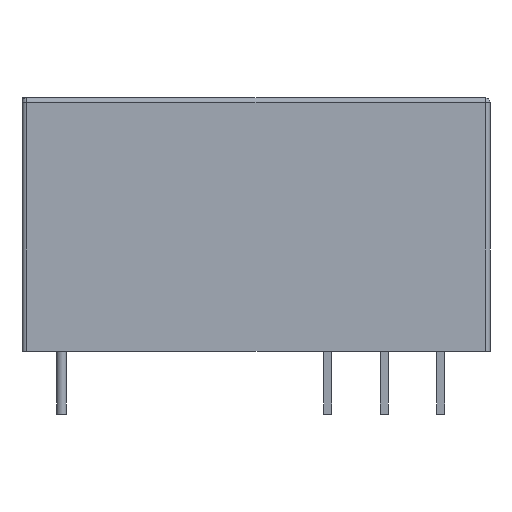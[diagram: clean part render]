
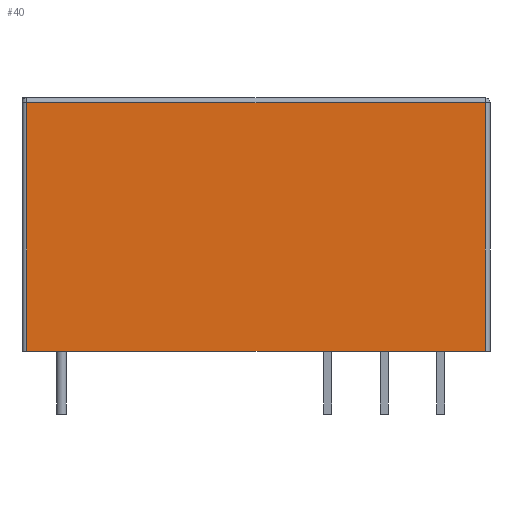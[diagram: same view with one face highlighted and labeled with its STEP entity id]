
A CAD part, front view. The second image highlights one B-rep face of the part: STEP entity #40.
In plain terms, the highlighted planar face has unit normal (0, -1, 0).
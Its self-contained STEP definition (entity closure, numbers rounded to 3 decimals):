
#40 = ADVANCED_FACE ( 'NONE', ( #930 ), #550, .F. ) ;
#64 = EDGE_LOOP ( 'NONE', ( #802, #675, #770, #730 ) ) ;
#117 = DIRECTION ( 'NONE',  ( 0., 0., -1. ) ) ;
#138 = CARTESIAN_POINT ( 'NONE',  ( -14.5, -6.35, 0. ) ) ;
#154 = CARTESIAN_POINT ( 'NONE',  ( 14.2, -6.35, 15.7 ) ) ;
#170 = DIRECTION ( 'NONE',  ( 1., 0., 0. ) ) ;
#194 = DIRECTION ( 'NONE',  ( 0., 0., 1. ) ) ;
#197 = CARTESIAN_POINT ( 'NONE',  ( -14.2, -6.35, 15.7 ) ) ;
#224 = DIRECTION ( 'NONE',  ( -1., 0., 0. ) ) ;
#285 = CARTESIAN_POINT ( 'NONE',  ( -14.5, -6.35, 15.4 ) ) ;
#358 = VERTEX_POINT ( 'NONE', #627 ) ;
#374 = VERTEX_POINT ( 'NONE', #415 ) ;
#415 = CARTESIAN_POINT ( 'NONE',  ( -14.2, -6.35, 15.4 ) ) ;
#447 = CARTESIAN_POINT ( 'NONE',  ( 14.2, -6.35, 0. ) ) ;
#467 = CARTESIAN_POINT ( 'NONE',  ( -14.2, -6.35, 0. ) ) ;
#550 = PLANE ( 'NONE',  #1158 ) ;
#578 = CARTESIAN_POINT ( 'NONE',  ( -14.5, -6.35, 15.7 ) ) ;
#627 = CARTESIAN_POINT ( 'NONE',  ( 14.2, -6.35, 15.4 ) ) ;
#636 = DIRECTION ( 'NONE',  ( 0., 0., 1. ) ) ;
#646 = DIRECTION ( 'NONE',  ( 0., 1., 0. ) ) ;
#675 = ORIENTED_EDGE ( 'NONE', *, *, #1242, .T. ) ;
#680 = VERTEX_POINT ( 'NONE', #467 ) ;
#686 = VERTEX_POINT ( 'NONE', #447 ) ;
#730 = ORIENTED_EDGE ( 'NONE', *, *, #1212, .T. ) ;
#770 = ORIENTED_EDGE ( 'NONE', *, *, #1238, .T. ) ;
#802 = ORIENTED_EDGE ( 'NONE', *, *, #1257, .T. ) ;
#930 = FACE_OUTER_BOUND ( 'NONE', #64, .T. ) ;
#983 = LINE ( 'NONE', #197, #990 ) ;
#990 = VECTOR ( 'NONE', #117, 1000. ) ;
#1030 = LINE ( 'NONE', #285, #1034 ) ;
#1034 = VECTOR ( 'NONE', #224, 1000. ) ;
#1039 = LINE ( 'NONE', #154, #1042 ) ;
#1042 = VECTOR ( 'NONE', #194, 1000. ) ;
#1065 = LINE ( 'NONE', #138, #1068 ) ;
#1068 = VECTOR ( 'NONE', #170, 1000. ) ;
#1158 = AXIS2_PLACEMENT_3D ( 'NONE', #578, #646, #636 ) ;
#1212 = EDGE_CURVE ( 'NONE', #374, #680, #983, .T. ) ;
#1238 = EDGE_CURVE ( 'NONE', #358, #374, #1030, .T. ) ;
#1242 = EDGE_CURVE ( 'NONE', #686, #358, #1039, .T. ) ;
#1257 = EDGE_CURVE ( 'NONE', #680, #686, #1065, .T. ) ;
